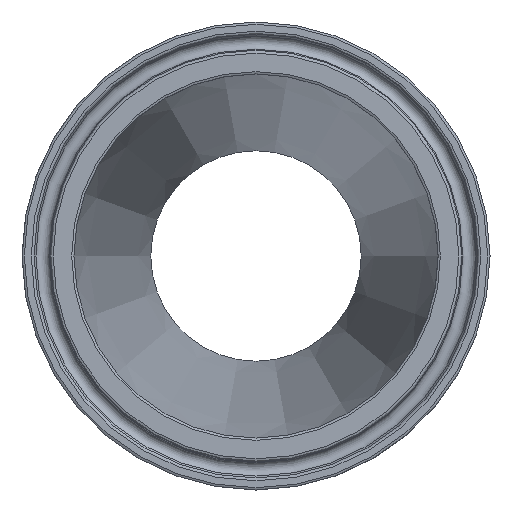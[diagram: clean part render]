
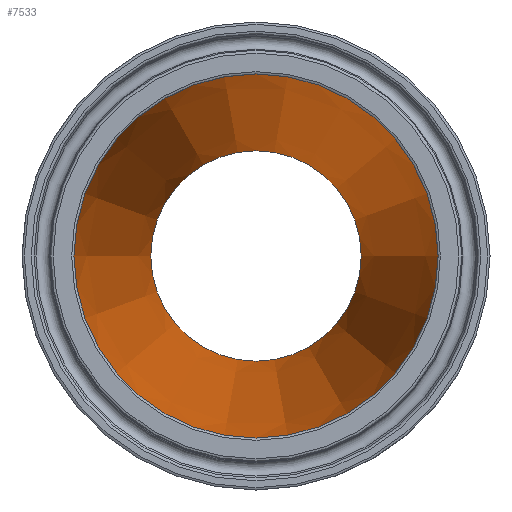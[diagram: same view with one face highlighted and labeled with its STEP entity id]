
A CAD part, left-side view. The second image highlights one B-rep face of the part: STEP entity #7533.
In plain terms, the highlighted conical face has half-angle 7.125 degrees and reference radius 23.749 mm.
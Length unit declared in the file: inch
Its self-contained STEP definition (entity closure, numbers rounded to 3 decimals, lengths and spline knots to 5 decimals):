
#128=FACE_BOUND('',#1385,.T.);
#909=FACE_OUTER_BOUND('',#1384,.T.);
#1384=EDGE_LOOP('',(#7024));
#1385=EDGE_LOOP('',(#7025));
#2561=CIRCLE('',#7928,0.685);
#2580=CIRCLE('',#7966,1.185);
#3693=VERTEX_POINT('',#16479);
#3712=VERTEX_POINT('',#16536);
#4800=EDGE_CURVE('',#3693,#3693,#2561,.T.);
#4819=EDGE_CURVE('',#3712,#3712,#2580,.T.);
#7024=ORIENTED_EDGE('',*,*,#4819,.F.);
#7025=ORIENTED_EDGE('',*,*,#4800,.T.);
#7071=CONICAL_SURFACE('',#7965,0.935,7.125);
#7533=ADVANCED_FACE('',(#909,#128),#7071,.F.);
#7928=AXIS2_PLACEMENT_3D('',#16480,#9262,#9263);
#7965=AXIS2_PLACEMENT_3D('',#16535,#9336,#9337);
#7966=AXIS2_PLACEMENT_3D('',#16537,#9338,#9339);
#9262=DIRECTION('center_axis',(1.,0.,0.));
#9263=DIRECTION('ref_axis',(0.,-1.,0.));
#9336=DIRECTION('center_axis',(-1.,0.,0.));
#9337=DIRECTION('ref_axis',(0.,-1.,0.));
#9338=DIRECTION('center_axis',(1.,0.,0.));
#9339=DIRECTION('ref_axis',(0.,-1.,0.));
#16479=CARTESIAN_POINT('',(4.,-0.685,0.));
#16480=CARTESIAN_POINT('Origin',(4.,0.,0.));
#16535=CARTESIAN_POINT('Origin',(2.,0.,0.));
#16536=CARTESIAN_POINT('',(0.,-1.185,0.));
#16537=CARTESIAN_POINT('Origin',(0.,0.,0.));
